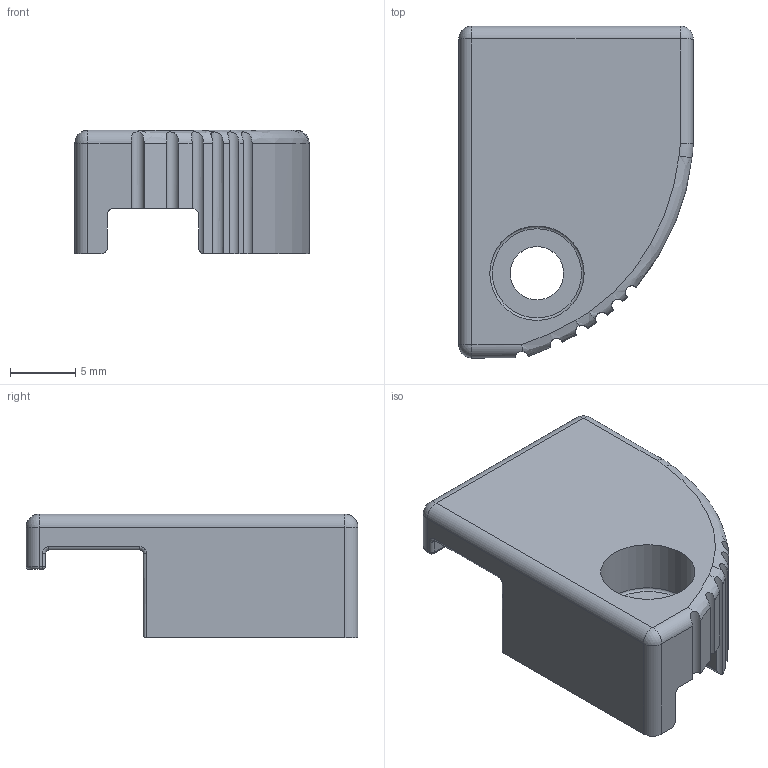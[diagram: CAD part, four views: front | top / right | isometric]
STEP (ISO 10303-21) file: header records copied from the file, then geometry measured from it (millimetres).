
FILE_DESCRIPTION(/* description */ (''),/* implementation_level */ '2;1');
FILE_NAME(/* name */ 'el_nub_top v26.step',/* time_stamp */ '2020-11-16T10:56:00-06:00',/* author */ (''),/* organization */ (''),/* preprocessor_version */ 'ST-DEVELOPER v18.1',/* originating_system */ 'Autodesk Translation Framework v9.3.0.1241',/* authorisation */ '');
FILE_SCHEMA (('AUTOMOTIVE_DESIGN { 1 0 10303 214 3 1 1 }'));
Length unit declared in the file: millimetre
Products named in the file (1): el_nub
Bounding box: 18 x 25.5 x 9.5 mm (x, y, z)
Volume: 1736.4 mm3; surface area: 1603.8 mm2
Topology: 1 solids, 1 shells, 88 faces, 216 edges, 129 vertices
Faces by surface type: cylinder 41, plane 18, bspline 14, torus 10, sphere 5
Full cylindrical faces by diameter (mm): 4.1 x1, 7.25 x1
Entity records: 3508 total; most frequent: CARTESIAN_POINT 1512, ORIENTED_EDGE 428, DIRECTION 398, EDGE_CURVE 214, AXIS2_PLACEMENT_3D 160, VERTEX_POINT 129, EDGE_LOOP 91, FACE_OUTER_BOUND 88
